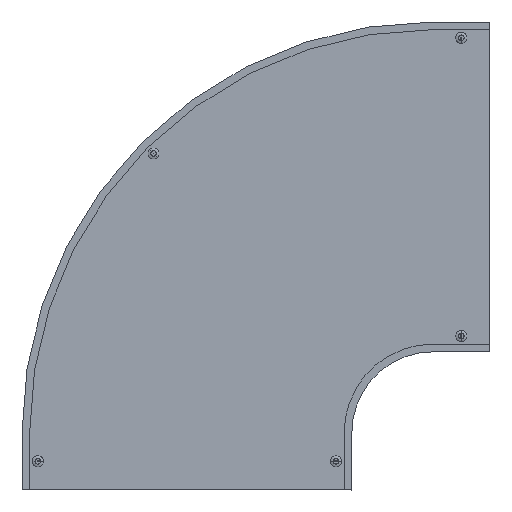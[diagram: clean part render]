
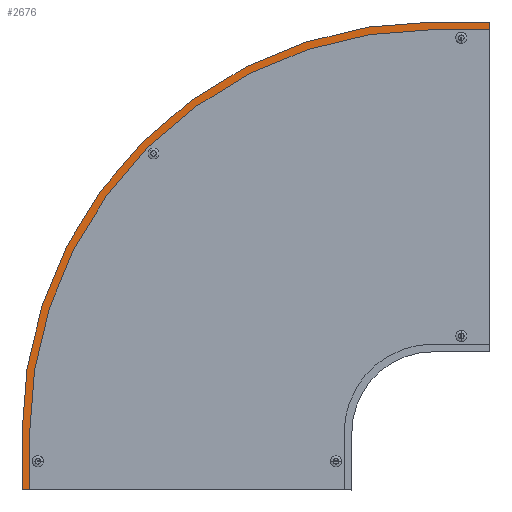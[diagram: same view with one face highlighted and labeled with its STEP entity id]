
A CAD part, top view. The second image highlights one B-rep face of the part: STEP entity #2676.
In plain terms, the highlighted face is planar.
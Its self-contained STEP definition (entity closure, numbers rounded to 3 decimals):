
#14 = ORIENTED_EDGE ( 'NONE', *, *, #946, .F. ) ;
#56 = VERTEX_POINT ( 'NONE', #3629 ) ;
#59 = DIRECTION ( 'NONE',  ( 0., 0., 1. ) ) ;
#97 = ORIENTED_EDGE ( 'NONE', *, *, #5261, .F. ) ;
#342 = ORIENTED_EDGE ( 'NONE', *, *, #1657, .F. ) ;
#345 = DIRECTION ( 'NONE',  ( 0., 0., 1. ) ) ;
#424 = ORIENTED_EDGE ( 'NONE', *, *, #1943, .T. ) ;
#467 = EDGE_CURVE ( 'NONE', #850, #2521, #1598, .T. ) ;
#685 = LINE ( 'NONE', #5028, #1718 ) ;
#850 = VERTEX_POINT ( 'NONE', #4088 ) ;
#946 = EDGE_CURVE ( 'NONE', #850, #5053, #3601, .T. ) ;
#997 = CARTESIAN_POINT ( 'NONE',  ( 752., 14., -843. ) ) ;
#1185 = CARTESIAN_POINT ( 'NONE',  ( 752., 14., -857. ) ) ;
#1278 = DIRECTION ( 'NONE',  ( 0., 0., -1. ) ) ;
#1354 = ORIENTED_EDGE ( 'NONE', *, *, #3600, .T. ) ;
#1437 = DIRECTION ( 'NONE',  ( 0., 0., -1. ) ) ;
#1453 = DIRECTION ( 'NONE',  ( 0., 0., 1. ) ) ;
#1546 = CARTESIAN_POINT ( 'NONE',  ( 857., 14., -843. ) ) ;
#1598 = CIRCLE ( 'NONE', #4631, 738. ) ;
#1655 = CARTESIAN_POINT ( 'NONE',  ( 857., 14., -857. ) ) ;
#1657 = EDGE_CURVE ( 'NONE', #5053, #3458, #4832, .T. ) ;
#1680 = AXIS2_PLACEMENT_3D ( 'NONE', #1947, #2360, #345 ) ;
#1700 = DIRECTION ( 'NONE',  ( -1., 0., 0. ) ) ;
#1718 = VECTOR ( 'NONE', #2552, 1000. ) ;
#1802 = ORIENTED_EDGE ( 'NONE', *, *, #3157, .T. ) ;
#1936 = LINE ( 'NONE', #2669, #4985 ) ;
#1943 = EDGE_CURVE ( 'NONE', #4317, #2391, #685, .T. ) ;
#1947 = CARTESIAN_POINT ( 'NONE',  ( 752., 14., -105. ) ) ;
#2176 = VECTOR ( 'NONE', #59, 1000. ) ;
#2232 = DIRECTION ( 'NONE',  ( 0., 1., 0. ) ) ;
#2348 = DIRECTION ( 'NONE',  ( -1., 0., 0. ) ) ;
#2360 = DIRECTION ( 'NONE',  ( 0., -1., 0. ) ) ;
#2391 = VERTEX_POINT ( 'NONE', #1655 ) ;
#2478 = LINE ( 'NONE', #3757, #4870 ) ;
#2521 = VERTEX_POINT ( 'NONE', #4214 ) ;
#2552 = DIRECTION ( 'NONE',  ( 0., 0., -1. ) ) ;
#2590 = DIRECTION ( 'NONE',  ( 1., 0., 0. ) ) ;
#2649 = CARTESIAN_POINT ( 'NONE',  ( 2., 14., -105. ) ) ;
#2669 = CARTESIAN_POINT ( 'NONE',  ( 0., 14., -105. ) ) ;
#2676 = ADVANCED_FACE ( 'NONE', ( #3130 ), #4775, .T. ) ;
#2902 = CARTESIAN_POINT ( 'NONE',  ( 752., 14., -105. ) ) ;
#2940 = LINE ( 'NONE', #997, #2993 ) ;
#2993 = VECTOR ( 'NONE', #2590, 1000. ) ;
#3011 = VERTEX_POINT ( 'NONE', #1185 ) ;
#3130 = FACE_OUTER_BOUND ( 'NONE', #4250, .T. ) ;
#3157 = EDGE_CURVE ( 'NONE', #2521, #4317, #2940, .T. ) ;
#3361 = DIRECTION ( 'NONE',  ( 0., -1., 0. ) ) ;
#3458 = VERTEX_POINT ( 'NONE', #4862 ) ;
#3467 = EDGE_CURVE ( 'NONE', #56, #3011, #4943, .T. ) ;
#3600 = EDGE_CURVE ( 'NONE', #2391, #3011, #2478, .T. ) ;
#3601 = LINE ( 'NONE', #4999, #2176 ) ;
#3629 = CARTESIAN_POINT ( 'NONE',  ( 0., 14., -105. ) ) ;
#3727 = VECTOR ( 'NONE', #2348, 1000. ) ;
#3746 = AXIS2_PLACEMENT_3D ( 'NONE', #2649, #2232, #1453 ) ;
#3757 = CARTESIAN_POINT ( 'NONE',  ( 752., 14., -857. ) ) ;
#4088 = CARTESIAN_POINT ( 'NONE',  ( 14., 14., -105. ) ) ;
#4131 = ORIENTED_EDGE ( 'NONE', *, *, #467, .T. ) ;
#4203 = CARTESIAN_POINT ( 'NONE',  ( 14., 14., 0. ) ) ;
#4214 = CARTESIAN_POINT ( 'NONE',  ( 752., 14., -843. ) ) ;
#4250 = EDGE_LOOP ( 'NONE', ( #97, #342, #14, #4131, #1802, #424, #1354, #4701 ) ) ;
#4317 = VERTEX_POINT ( 'NONE', #1546 ) ;
#4631 = AXIS2_PLACEMENT_3D ( 'NONE', #2902, #3361, #1278 ) ;
#4701 = ORIENTED_EDGE ( 'NONE', *, *, #3467, .F. ) ;
#4775 = PLANE ( 'NONE',  #3746 ) ;
#4832 = LINE ( 'NONE', #5292, #3727 ) ;
#4862 = CARTESIAN_POINT ( 'NONE',  ( 0., 14., 0. ) ) ;
#4870 = VECTOR ( 'NONE', #1700, 1000. ) ;
#4943 = CIRCLE ( 'NONE', #1680, 752. ) ;
#4985 = VECTOR ( 'NONE', #1437, 1000. ) ;
#4999 = CARTESIAN_POINT ( 'NONE',  ( 14., 14., -105. ) ) ;
#5028 = CARTESIAN_POINT ( 'NONE',  ( 857., 14., -855. ) ) ;
#5053 = VERTEX_POINT ( 'NONE', #4203 ) ;
#5261 = EDGE_CURVE ( 'NONE', #3458, #56, #1936, .T. ) ;
#5292 = CARTESIAN_POINT ( 'NONE',  ( 2., 14., 0. ) ) ;
